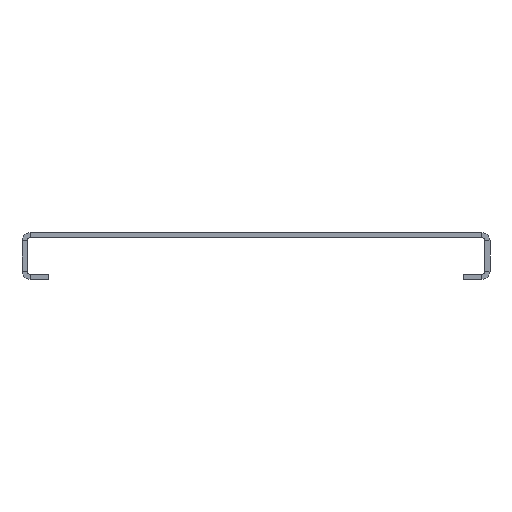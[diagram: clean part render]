
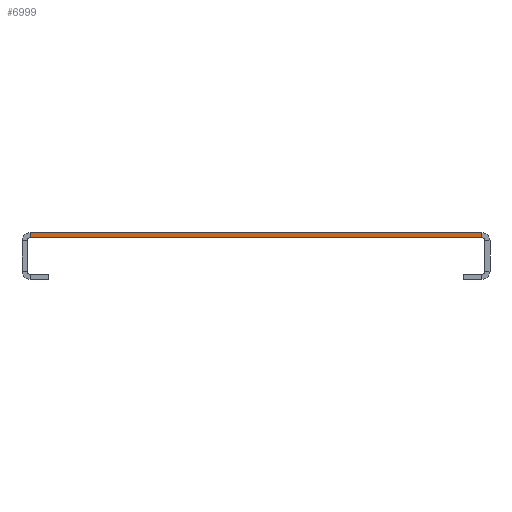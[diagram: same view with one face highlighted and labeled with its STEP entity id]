
A CAD part, left-side view. The second image highlights one B-rep face of the part: STEP entity #6999.
In plain terms, the highlighted planar face has unit normal (-1, 0, 0).
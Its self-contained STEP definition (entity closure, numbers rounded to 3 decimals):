
#235 = LINE ( 'NONE', #3461, #7456 ) ;
#350 = VECTOR ( 'NONE', #6191, 1000. ) ;
#622 = EDGE_CURVE ( 'NONE', #4890, #3307, #8710, .T. ) ;
#1077 = EDGE_CURVE ( 'NONE', #10190, #4890, #8307, .T. ) ;
#1597 = DIRECTION ( 'NONE',  ( 0., 0., 1. ) ) ;
#1921 = ORIENTED_EDGE ( 'NONE', *, *, #8027, .T. ) ;
#2349 = DIRECTION ( 'NONE',  ( -1., 0., 0. ) ) ;
#2442 = CARTESIAN_POINT ( 'NONE',  ( 0., 135., -1.5 ) ) ;
#2604 = VECTOR ( 'NONE', #2991, 1000. ) ;
#2787 = CARTESIAN_POINT ( 'NONE',  ( 0., 0., -1.5 ) ) ;
#2991 = DIRECTION ( 'NONE',  ( 0., 0., 1. ) ) ;
#3307 = VERTEX_POINT ( 'NONE', #4469 ) ;
#3397 = DIRECTION ( 'NONE',  ( 0., -1., 0. ) ) ;
#3461 = CARTESIAN_POINT ( 'NONE',  ( 0., 0., -1.5 ) ) ;
#3678 = LINE ( 'NONE', #2787, #2604 ) ;
#3693 = CARTESIAN_POINT ( 'NONE',  ( 0., 135., 0. ) ) ;
#4353 = ORIENTED_EDGE ( 'NONE', *, *, #622, .F. ) ;
#4469 = CARTESIAN_POINT ( 'NONE',  ( 0., 0., 0. ) ) ;
#4890 = VERTEX_POINT ( 'NONE', #3693 ) ;
#5519 = PLANE ( 'NONE',  #7974 ) ;
#5879 = ORIENTED_EDGE ( 'NONE', *, *, #6864, .T. ) ;
#5958 = CARTESIAN_POINT ( 'NONE',  ( 0., 135., -1.5 ) ) ;
#6191 = DIRECTION ( 'NONE',  ( 0., -1., 0. ) ) ;
#6433 = VERTEX_POINT ( 'NONE', #9772 ) ;
#6864 = EDGE_CURVE ( 'NONE', #6433, #3307, #3678, .T. ) ;
#6999 = ADVANCED_FACE ( 'NONE', ( #10391 ), #5519, .T. ) ;
#7025 = CARTESIAN_POINT ( 'NONE',  ( 0., 0., 0. ) ) ;
#7456 = VECTOR ( 'NONE', #3397, 1000. ) ;
#7927 = VECTOR ( 'NONE', #1597, 1000. ) ;
#7974 = AXIS2_PLACEMENT_3D ( 'NONE', #9555, #2349, #9652 ) ;
#8027 = EDGE_CURVE ( 'NONE', #10190, #6433, #235, .T. ) ;
#8075 = ORIENTED_EDGE ( 'NONE', *, *, #1077, .F. ) ;
#8187 = EDGE_LOOP ( 'NONE', ( #4353, #8075, #1921, #5879 ) ) ;
#8307 = LINE ( 'NONE', #2442, #7927 ) ;
#8710 = LINE ( 'NONE', #7025, #350 ) ;
#9555 = CARTESIAN_POINT ( 'NONE',  ( 0., 0., -1.5 ) ) ;
#9652 = DIRECTION ( 'NONE',  ( 0., 0., 1. ) ) ;
#9772 = CARTESIAN_POINT ( 'NONE',  ( 0., 0., -1.5 ) ) ;
#10190 = VERTEX_POINT ( 'NONE', #5958 ) ;
#10391 = FACE_OUTER_BOUND ( 'NONE', #8187, .T. ) ;
